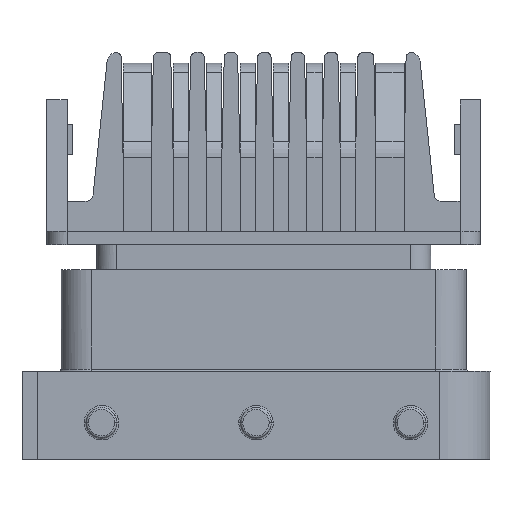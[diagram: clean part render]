
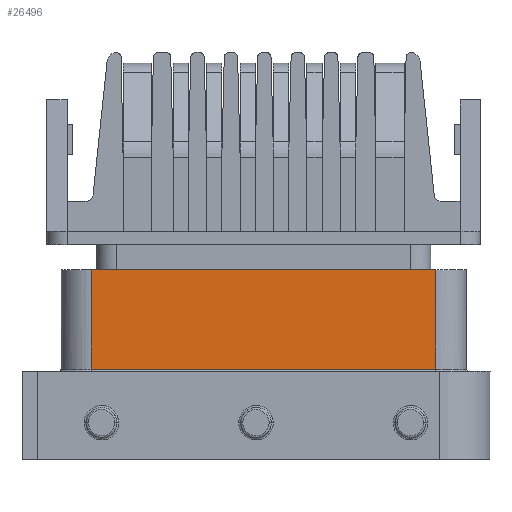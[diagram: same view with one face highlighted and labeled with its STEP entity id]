
A CAD part, top view. The second image highlights one B-rep face of the part: STEP entity #26496.
In plain terms, the highlighted planar face has unit normal (0, 0, 1).
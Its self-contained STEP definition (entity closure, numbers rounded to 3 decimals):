
#1217 = CARTESIAN_POINT ( 'NONE',  ( 83.1, 86.9, 23.87 ) ) ;
#1662 = CARTESIAN_POINT ( 'NONE',  ( 83.1, 96.7, 23.87 ) ) ;
#2904 = B_SPLINE_CURVE_WITH_KNOTS ( 'NONE', 3,
 ( #1662, #10952, #20291, #29644 ),
 .UNSPECIFIED., .F., .F.,
 ( 4, 4 ),
 ( 0., 1. ),
 .UNSPECIFIED. ) ;
#3444 = EDGE_CURVE ( 'NONE', #5876, #21743, #2904, .T. ) ;
#3625 = CARTESIAN_POINT ( 'NONE',  ( 117.1, 96.7, 23.87 ) ) ;
#3688 = CARTESIAN_POINT ( 'NONE',  ( 117.1, 86.9, 23.87 ) ) ;
#5272 = ORIENTED_EDGE ( 'NONE', *, *, #17348, .F. ) ;
#5366 = B_SPLINE_CURVE_WITH_KNOTS ( 'NONE', 3,
 ( #5950, #15284, #24653, #3688 ),
 .UNSPECIFIED., .F., .F.,
 ( 4, 4 ),
 ( 0., 1. ),
 .UNSPECIFIED. ) ;
#5402 = CARTESIAN_POINT ( 'NONE',  ( 117.1, 93.433, 23.87 ) ) ;
#5876 = VERTEX_POINT ( 'NONE', #26091 ) ;
#5950 = CARTESIAN_POINT ( 'NONE',  ( 83.1, 86.9, 23.87 ) ) ;
#6389 = DIRECTION ( 'NONE',  ( 0., 0., -1. ) ) ;
#6517 = AXIS2_PLACEMENT_3D ( 'NONE', #27371, #6389, #15721 ) ;
#6752 = ORIENTED_EDGE ( 'NONE', *, *, #3444, .F. ) ;
#8683 = FACE_OUTER_BOUND ( 'NONE', #26105, .T. ) ;
#10502 = CARTESIAN_POINT ( 'NONE',  ( 83.1, 90.167, 23.87 ) ) ;
#10952 = CARTESIAN_POINT ( 'NONE',  ( 94.433, 96.7, 23.87 ) ) ;
#14660 = B_SPLINE_CURVE_WITH_KNOTS ( 'NONE', 3,
 ( #1217, #10502, #19843, #29195 ),
 .UNSPECIFIED., .F., .F.,
 ( 4, 4 ),
 ( 0., 1. ),
 .UNSPECIFIED. ) ;
#14718 = CARTESIAN_POINT ( 'NONE',  ( 117.1, 90.167, 23.87 ) ) ;
#15284 = CARTESIAN_POINT ( 'NONE',  ( 94.433, 86.9, 23.87 ) ) ;
#15721 = DIRECTION ( 'NONE',  ( 0., -1., 0. ) ) ;
#17348 = EDGE_CURVE ( 'NONE', #22960, #5876, #14660, .T. ) ;
#17674 = ORIENTED_EDGE ( 'NONE', *, *, #17968, .F. ) ;
#17968 = EDGE_CURVE ( 'NONE', #21743, #27179, #23003, .T. ) ;
#18024 = PLANE ( 'NONE',  #6517 ) ;
#18744 = CARTESIAN_POINT ( 'NONE',  ( 83.1, 86.9, 23.87 ) ) ;
#19843 = CARTESIAN_POINT ( 'NONE',  ( 83.1, 93.433, 23.87 ) ) ;
#20291 = CARTESIAN_POINT ( 'NONE',  ( 105.767, 96.7, 23.87 ) ) ;
#21743 = VERTEX_POINT ( 'NONE', #3625 ) ;
#22960 = VERTEX_POINT ( 'NONE', #18744 ) ;
#23003 = B_SPLINE_CURVE_WITH_KNOTS ( 'NONE', 3,
 ( #26383, #5402, #14718, #24086 ),
 .UNSPECIFIED., .F., .F.,
 ( 4, 4 ),
 ( 0., 1. ),
 .UNSPECIFIED. ) ;
#24086 = CARTESIAN_POINT ( 'NONE',  ( 117.1, 86.9, 23.87 ) ) ;
#24653 = CARTESIAN_POINT ( 'NONE',  ( 105.767, 86.9, 23.87 ) ) ;
#26091 = CARTESIAN_POINT ( 'NONE',  ( 83.1, 96.7, 23.87 ) ) ;
#26105 = EDGE_LOOP ( 'NONE', ( #28945, #17674, #6752, #5272 ) ) ;
#26383 = CARTESIAN_POINT ( 'NONE',  ( 117.1, 96.7, 23.87 ) ) ;
#26496 = ADVANCED_FACE ( 'NONE', ( #8683 ), #18024, .F. ) ;
#27179 = VERTEX_POINT ( 'NONE', #29908 ) ;
#27371 = CARTESIAN_POINT ( 'NONE',  ( 117.1, 96.7, 23.87 ) ) ;
#28603 = EDGE_CURVE ( 'NONE', #22960, #27179, #5366, .T. ) ;
#28945 = ORIENTED_EDGE ( 'NONE', *, *, #28603, .T. ) ;
#29195 = CARTESIAN_POINT ( 'NONE',  ( 83.1, 96.7, 23.87 ) ) ;
#29644 = CARTESIAN_POINT ( 'NONE',  ( 117.1, 96.7, 23.87 ) ) ;
#29908 = CARTESIAN_POINT ( 'NONE',  ( 117.1, 86.9, 23.87 ) ) ;
